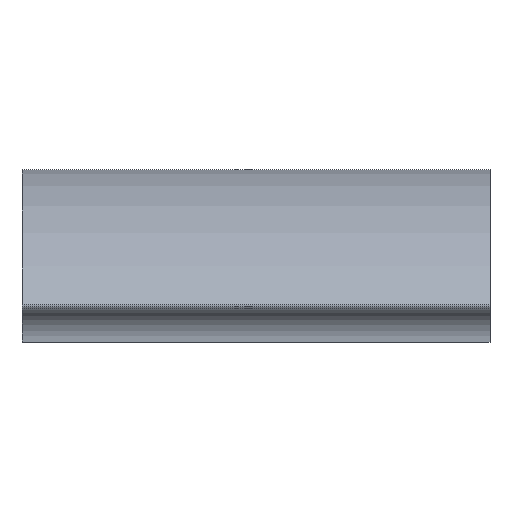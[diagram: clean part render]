
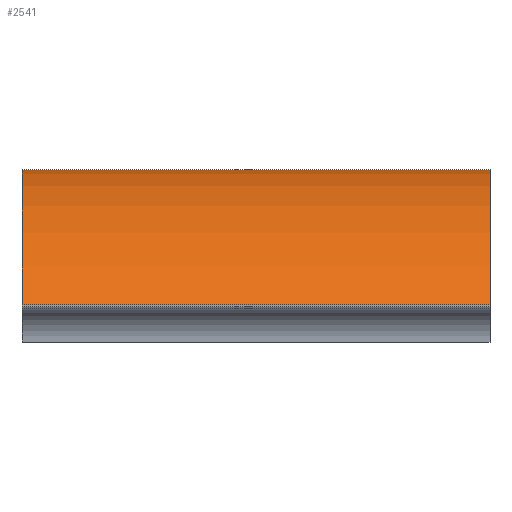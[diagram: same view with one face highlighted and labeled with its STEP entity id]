
A CAD part, front view. The second image highlights one B-rep face of the part: STEP entity #2541.
In plain terms, the highlighted cylindrical face has radius 55.648 mm (diameter 111.297 mm), a partial arc.
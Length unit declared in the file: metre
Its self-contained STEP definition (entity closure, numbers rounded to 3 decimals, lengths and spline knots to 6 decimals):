
#45=CYLINDRICAL_SURFACE('',#2767,0.055648);
#183=LINE('',#4502,#440);
#253=LINE('',#4707,#510);
#257=LINE('',#4719,#514);
#283=LINE('',#4826,#540);
#440=VECTOR('',#2993,1.);
#510=VECTOR('',#3153,1.);
#514=VECTOR('',#3161,1.);
#540=VECTOR('',#3243,1.);
#988=ORIENTED_EDGE('',*,*,#1688,.F.);
#989=ORIENTED_EDGE('',*,*,#1640,.T.);
#990=ORIENTED_EDGE('',*,*,#1535,.T.);
#991=ORIENTED_EDGE('',*,*,#1646,.T.);
#992=ORIENTED_EDGE('',*,*,#1678,.T.);
#993=ORIENTED_EDGE('',*,*,#1695,.F.);
#1535=EDGE_CURVE('',#1913,#1912,#183,.T.);
#1640=EDGE_CURVE('',#2003,#1913,#253,.T.);
#1646=EDGE_CURVE('',#1912,#2008,#257,.T.);
#1678=EDGE_CURVE('',#2008,#2036,#2125,.F.);
#1688=EDGE_CURVE('',#2003,#2041,#2126,.F.);
#1695=EDGE_CURVE('',#2041,#2036,#283,.T.);
#1912=VERTEX_POINT('',#4501);
#1913=VERTEX_POINT('',#4503);
#2003=VERTEX_POINT('',#4708);
#2008=VERTEX_POINT('',#4718);
#2036=VERTEX_POINT('',#4781);
#2041=VERTEX_POINT('',#4814);
#2125=CIRCLE('',#2754,0.055648);
#2126=CIRCLE('',#2760,0.055648);
#2177=EDGE_LOOP('',(#988,#989,#990,#991,#992,#993));
#2320=FACE_BOUND('',#2177,.T.);
#2541=ADVANCED_FACE('',(#2320),#45,.T.);
#2754=AXIS2_PLACEMENT_3D('',#4782,#3213,#3214);
#2760=AXIS2_PLACEMENT_3D('',#4813,#3228,#3229);
#2767=AXIS2_PLACEMENT_3D('',#4829,#3248,#3249);
#2993=DIRECTION('',(-1.,0.,0.));
#3153=DIRECTION('',(-1.,0.,0.));
#3161=DIRECTION('',(-1.,0.,0.));
#3213=DIRECTION('',(-1.,0.,0.));
#3214=DIRECTION('',(0.,-1.,0.));
#3228=DIRECTION('',(-1.,0.,0.));
#3229=DIRECTION('',(0.,0.,1.));
#3243=DIRECTION('',(-1.,0.,0.));
#3248=DIRECTION('',(-1.,0.,0.));
#3249=DIRECTION('',(0.,0.,1.));
#4501=CARTESIAN_POINT('',(0.03093,0.001331,0.029844));
#4502=CARTESIAN_POINT('',(0.1287,0.001331,0.029844));
#4503=CARTESIAN_POINT('',(0.11036,0.001331,0.029844));
#4707=CARTESIAN_POINT('',(0.1287,0.001331,0.029844));
#4708=CARTESIAN_POINT('',(0.112075,0.001331,0.029844));
#4718=CARTESIAN_POINT('',(0.029203,0.001331,0.029844));
#4719=CARTESIAN_POINT('',(0.1287,0.001331,0.029844));
#4781=CARTESIAN_POINT('',(0.029203,-0.053021,0.006625));
#4782=CARTESIAN_POINT('',(0.029203,-0.007321,-0.025127));
#4813=CARTESIAN_POINT('',(0.112075,-0.007321,-0.025127));
#4814=CARTESIAN_POINT('',(0.112075,-0.053021,0.006625));
#4826=CARTESIAN_POINT('',(0.1287,-0.053021,0.006625));
#4829=CARTESIAN_POINT('',(0.1287,-0.007321,-0.025127));
